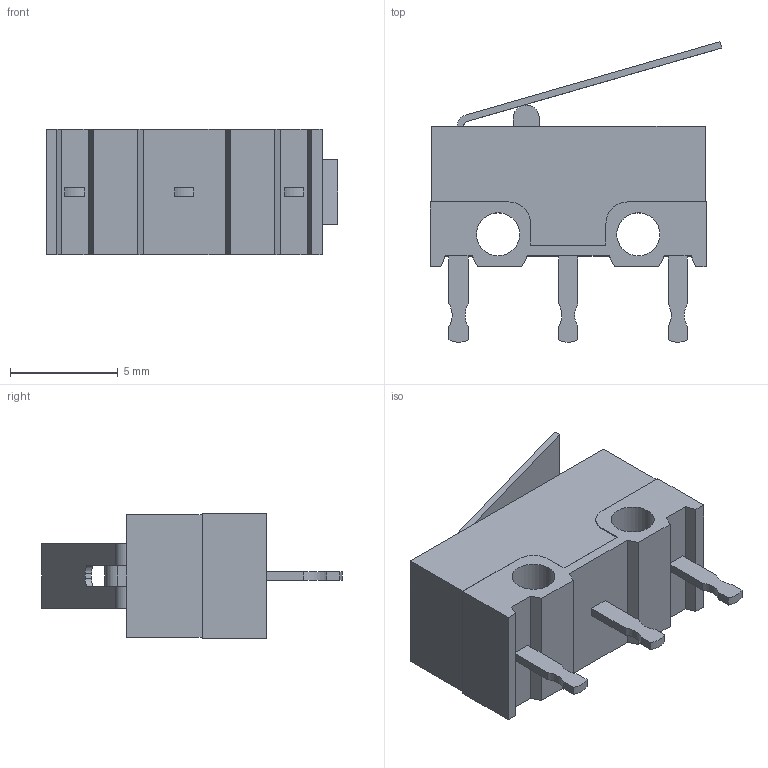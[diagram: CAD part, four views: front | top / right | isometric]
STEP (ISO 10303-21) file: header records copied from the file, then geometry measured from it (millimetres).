
FILE_DESCRIPTION (( 'STEP AP214' ), '1' );
FILE_NAME ('D2F-01L.STEP', '2019-04-07T16:05:25', ( '' ), ( '' ), 'SwSTEP 2.0', 'SolidWorks 2018', '' );
FILE_SCHEMA (( 'AUTOMOTIVE_DESIGN' ));
Length unit declared in the file: millimetre
Products named in the file (1): D2F-01L
Bounding box: 13.52 x 13.93 x 5.8 mm (x, y, z)
Volume: 435.5 mm3; surface area: 757.9 mm2
Topology: 7 solids, 7 shells, 95 faces, 243 edges, 162 vertices
Faces by surface type: plane 68, cylinder 27
Entity records: 2967 total; most frequent: CARTESIAN_POINT 501, DIRECTION 489, ORIENTED_EDGE 486, EDGE_CURVE 243, VECTOR 189, LINE 189, VERTEX_POINT 162, AXIS2_PLACEMENT_3D 150
